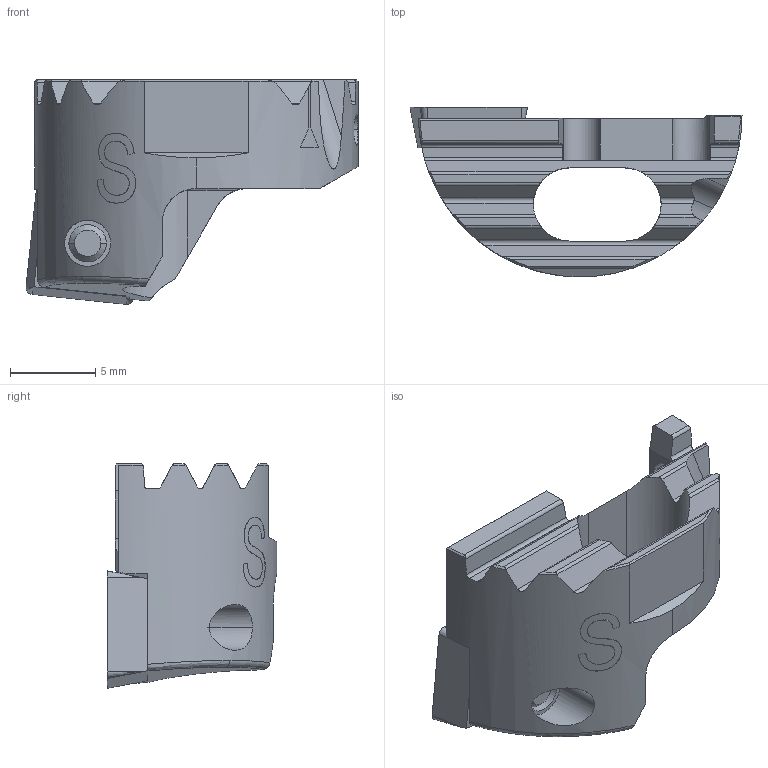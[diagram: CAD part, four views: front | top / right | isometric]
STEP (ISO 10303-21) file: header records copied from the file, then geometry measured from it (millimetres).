
FILE_DESCRIPTION(('no description'),'unknown implementation level');
FILE_NAME('9F9FEE56-4952-4F2D-A3DC-B07A2AD33177_export.stp',' ',('CIMSOURCE GmbH'),('CADClick - KiM GmbH - www.kimweb.de'),'unknown preprocess','ACIS','unknown authorization');
FILE_SCHEMA(('automotive_design'));
Length unit declared in the file: millimetre
Products named in the file (3): 639.111 Kaiser 20-26 SW20 SP06 S|694.122 Kaiser ETL M2.5x6.5 T7 IP 10S_309.301;Kreismuster1; 639.111 Kaiser 20-26 SW20 SP06 S|639.111 Kaiser 20-26 SW20 SP06 S; Marke; 639.111 Kaiser 20-26 SW20 SP06 S|654.152 Kaiser SPMT 060204 K20C;Kombinieren1
Bounding box: 19.5 x 9.98 x 13.2 mm (x, y, z)
Volume: 771.4 mm3; surface area: 1122.3 mm2
Topology: 3 solids, 3 shells, 203 faces, 559 edges, 360 vertices
Faces by surface type: plane 75, cylinder 63, bspline 32, cone 27, torus 6
Entity records: 16588 total; most frequent: CARTESIAN_POINT 5383, STYLED_ITEM 1120, PRESENTATION_STYLE_ASSIGNMENT 1120, COLOUR_RGB 1120, ORIENTED_EDGE 1108, DIRECTION 942, EDGE_CURVE 554, CURVE_STYLE 554
